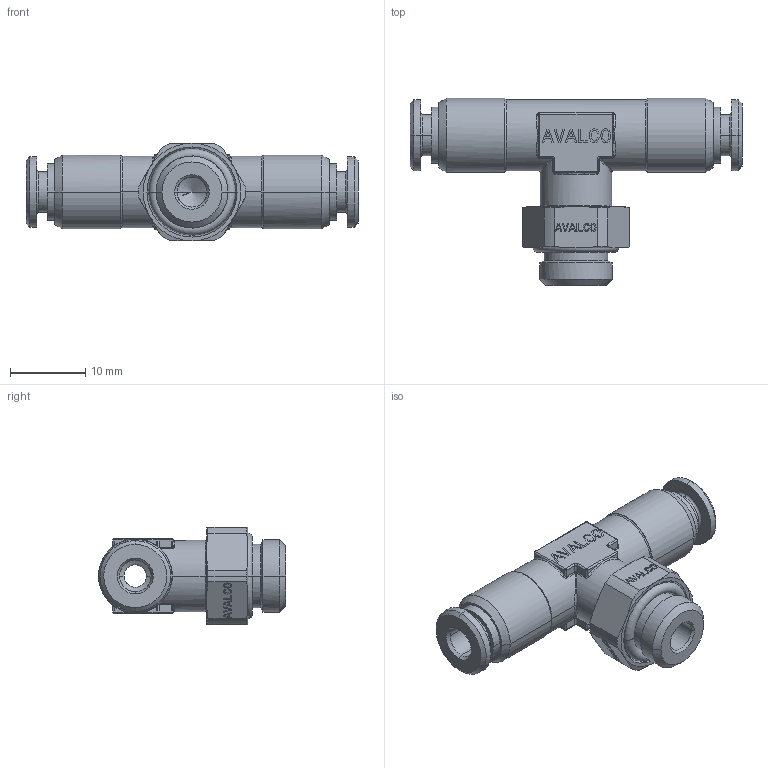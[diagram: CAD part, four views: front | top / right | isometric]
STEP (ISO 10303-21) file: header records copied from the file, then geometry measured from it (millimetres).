
FILE_DESCRIPTION(('CATIA V5 STEP Exchange'),'2;1');
FILE_NAME('PR417B-04G18.stp','2018-04-14T14:31:34+00:00',('none'),('none'),'CATIA Version 5 Release 21 GA (IN-10)','CATIA V5 STEP AP203','none');
FILE_SCHEMA(('CONFIG_CONTROL_DESIGN'));
Length unit declared in the file: millimetre
Products named in the file (1): PR417B-04G18
Bounding box: 44.2 x 24.9 x 13 mm (x, y, z)
Volume: 3810 mm3; surface area: 3409.7 mm2
Topology: 2 solids, 2 shells, 846 faces, 2210 edges, 1413 vertices
Faces by surface type: plane 614, cylinder 96, cone 52, torus 42, bspline 22, sphere 20
Entity records: 26811 total; most frequent: CARTESIAN_POINT 7013, ORIENTED_EDGE 4416, DIRECTION 3437, EDGE_CURVE 2208, VECTOR 1765, LINE 1765, VERTEX_POINT 1413, AXIS2_PLACEMENT_3D 958
